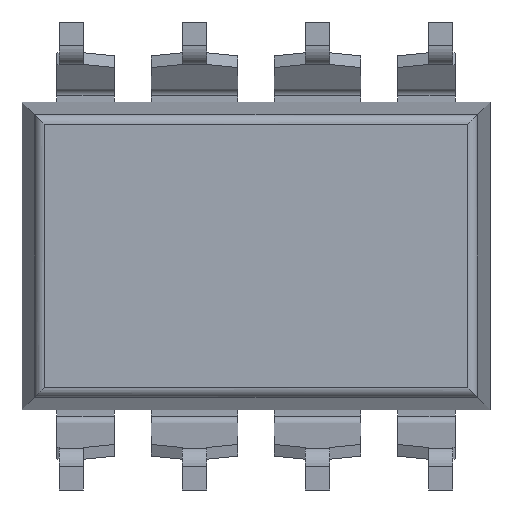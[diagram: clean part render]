
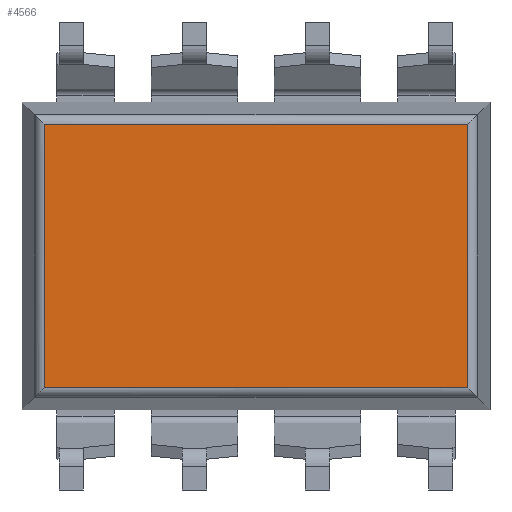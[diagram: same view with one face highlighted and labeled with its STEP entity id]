
A CAD part, front view. The second image highlights one B-rep face of the part: STEP entity #4566.
In plain terms, the highlighted planar face has unit normal (0, -1, 0).
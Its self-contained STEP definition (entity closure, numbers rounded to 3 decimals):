
#79 = DIRECTION ( 'NONE',  ( -1., 0., 0. ) ) ;
#483 = VECTOR ( 'NONE', #79, 1000. ) ;
#538 = EDGE_CURVE ( 'NONE', #1778, #3561, #3334, .T. ) ;
#1072 = EDGE_CURVE ( 'NONE', #3561, #4422, #3014, .T. ) ;
#1183 = DIRECTION ( 'NONE',  ( 0., 0., 1. ) ) ;
#1319 = ORIENTED_EDGE ( 'NONE', *, *, #1072, .F. ) ;
#1329 = VERTEX_POINT ( 'NONE', #4484 ) ;
#1378 = VECTOR ( 'NONE', #4538, 1000. ) ;
#1487 = CARTESIAN_POINT ( 'NONE',  ( 4.825, 0.635, 0. ) ) ;
#1521 = VECTOR ( 'NONE', #4005, 1000. ) ;
#1634 = ORIENTED_EDGE ( 'NONE', *, *, #538, .F. ) ;
#1778 = VERTEX_POINT ( 'NONE', #2397 ) ;
#2106 = LINE ( 'NONE', #3120, #4518 ) ;
#2236 = DIRECTION ( 'NONE',  ( 0., 0., -1. ) ) ;
#2397 = CARTESIAN_POINT ( 'NONE',  ( 4.365, 0.635, -2.715 ) ) ;
#2590 = FACE_OUTER_BOUND ( 'NONE', #3516, .T. ) ;
#2640 = ORIENTED_EDGE ( 'NONE', *, *, #3788, .T. ) ;
#2722 = AXIS2_PLACEMENT_3D ( 'NONE', #1487, #3046, #2236 ) ;
#2811 = CARTESIAN_POINT ( 'NONE',  ( 4.825, 0.635, 2.715 ) ) ;
#2863 = CARTESIAN_POINT ( 'NONE',  ( 4.825, 0.635, -2.715 ) ) ;
#3014 = LINE ( 'NONE', #4254, #1378 ) ;
#3046 = DIRECTION ( 'NONE',  ( 0., -1., 0. ) ) ;
#3120 = CARTESIAN_POINT ( 'NONE',  ( 4.365, 0.635, -4.825 ) ) ;
#3334 = LINE ( 'NONE', #2863, #1521 ) ;
#3516 = EDGE_LOOP ( 'NONE', ( #1634, #5013, #2640, #1319 ) ) ;
#3558 = CARTESIAN_POINT ( 'NONE',  ( -4.365, 0.635, -2.715 ) ) ;
#3561 = VERTEX_POINT ( 'NONE', #3558 ) ;
#3788 = EDGE_CURVE ( 'NONE', #1329, #4422, #4083, .T. ) ;
#4005 = DIRECTION ( 'NONE',  ( -1., 0., 0. ) ) ;
#4083 = LINE ( 'NONE', #2811, #483 ) ;
#4197 = PLANE ( 'NONE',  #2722 ) ;
#4199 = EDGE_CURVE ( 'NONE', #1778, #1329, #2106, .T. ) ;
#4254 = CARTESIAN_POINT ( 'NONE',  ( -4.365, 0.635, -4.825 ) ) ;
#4422 = VERTEX_POINT ( 'NONE', #4882 ) ;
#4484 = CARTESIAN_POINT ( 'NONE',  ( 4.365, 0.635, 2.715 ) ) ;
#4518 = VECTOR ( 'NONE', #1183, 1000. ) ;
#4538 = DIRECTION ( 'NONE',  ( 0., 0., 1. ) ) ;
#4566 = ADVANCED_FACE ( 'NONE', ( #2590 ), #4197, .T. ) ;
#4882 = CARTESIAN_POINT ( 'NONE',  ( -4.365, 0.635, 2.715 ) ) ;
#5013 = ORIENTED_EDGE ( 'NONE', *, *, #4199, .T. ) ;
